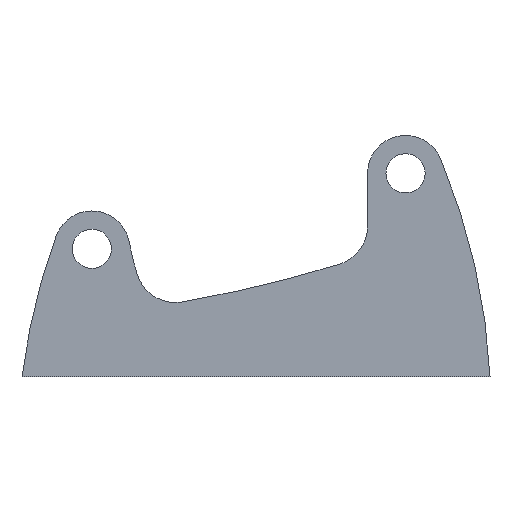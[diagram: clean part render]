
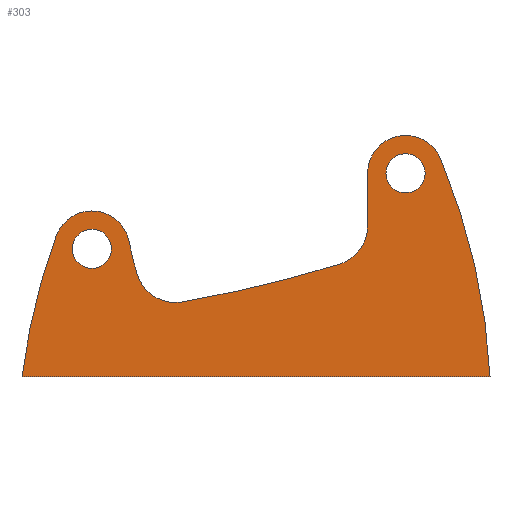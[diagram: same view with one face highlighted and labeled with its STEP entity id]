
A CAD part, top view. The second image highlights one B-rep face of the part: STEP entity #303.
In plain terms, the highlighted planar face has unit normal (0, 0, 1).
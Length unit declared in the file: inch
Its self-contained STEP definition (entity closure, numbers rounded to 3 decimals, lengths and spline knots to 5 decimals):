
#12 = AXIS2_PLACEMENT_3D ( 'NONE', #259, #260, #283 ) ;
#15 = AXIS2_PLACEMENT_3D ( 'NONE', #56, #57, #58 ) ;
#16 = AXIS2_PLACEMENT_3D ( 'NONE', #436, #437, #441 ) ;
#17 = AXIS2_PLACEMENT_3D ( 'NONE', #440, #438, #439 ) ;
#18 = AXIS2_PLACEMENT_3D ( 'NONE', #488, #489, #491 ) ;
#22 = AXIS2_PLACEMENT_3D ( 'NONE', #358, #359, #360 ) ;
#23 = AXIS2_PLACEMENT_3D ( 'NONE', #362, #363, #364 ) ;
#24 = AXIS2_PLACEMENT_3D ( 'NONE', #365, #366, #367 ) ;
#25 = AXIS2_PLACEMENT_3D ( 'NONE', #368, #369, #370 ) ;
#30 = AXIS2_PLACEMENT_3D ( 'NONE', #407, #408, #409 ) ;
#31 = AXIS2_PLACEMENT_3D ( 'NONE', #412, #413, #414 ) ;
#56 = CARTESIAN_POINT ( 'NONE',  ( 3.11811, 1.33059, 0.1875 ) ) ;
#57 = DIRECTION ( 'NONE',  ( 0., 0., -1. ) ) ;
#58 = DIRECTION ( 'NONE',  ( 1., 0., 0. ) ) ;
#61 = ORIENTED_EDGE ( 'NONE', *, *, #474, .T. ) ;
#63 = ORIENTED_EDGE ( 'NONE', *, *, #456, .F. ) ;
#71 = ORIENTED_EDGE ( 'NONE', *, *, #457, .T. ) ;
#74 = ORIENTED_EDGE ( 'NONE', *, *, #453, .T. ) ;
#76 = ORIENTED_EDGE ( 'NONE', *, *, #455, .T. ) ;
#79 = ORIENTED_EDGE ( 'NONE', *, *, #473, .T. ) ;
#88 = ORIENTED_EDGE ( 'NONE', *, *, #448, .T. ) ;
#89 = ORIENTED_EDGE ( 'NONE', *, *, #446, .T. ) ;
#90 = ORIENTED_EDGE ( 'NONE', *, *, #475, .F. ) ;
#95 = ORIENTED_EDGE ( 'NONE', *, *, #447, .T. ) ;
#96 = ORIENTED_EDGE ( 'NONE', *, *, #449, .T. ) ;
#98 = ORIENTED_EDGE ( 'NONE', *, *, #454, .T. ) ;
#131 = VERTEX_POINT ( 'NONE', #306 ) ;
#132 = VERTEX_POINT ( 'NONE', #334 ) ;
#133 = VERTEX_POINT ( 'NONE', #331 ) ;
#135 = VERTEX_POINT ( 'NONE', #347 ) ;
#137 = VERTEX_POINT ( 'NONE', #333 ) ;
#138 = VERTEX_POINT ( 'NONE', #316 ) ;
#144 = VERTEX_POINT ( 'NONE', #313 ) ;
#145 = VERTEX_POINT ( 'NONE', #314 ) ;
#146 = VERTEX_POINT ( 'NONE', #309 ) ;
#147 = VERTEX_POINT ( 'NONE', #310 ) ;
#151 = EDGE_LOOP ( 'NONE', ( #71, #76, #98, #74, #88, #95, #89, #96, #79, #61 ) ) ;
#156 = EDGE_LOOP ( 'NONE', ( #90 ) ) ;
#157 = EDGE_LOOP ( 'NONE', ( #63 ) ) ;
#197 = FACE_BOUND ( 'NONE', #156, .T. ) ;
#200 = FACE_BOUND ( 'NONE', #157, .T. ) ;
#204 = FACE_OUTER_BOUND ( 'NONE', #151, .T. ) ;
#208 = CIRCLE ( 'NONE', #15, 2.5 ) ;
#209 = CIRCLE ( 'NONE', #16, 0.25 ) ;
#211 = CIRCLE ( 'NONE', #17, 8. ) ;
#212 = CIRCLE ( 'NONE', #18, 0.236 ) ;
#214 = CIRCLE ( 'NONE', #22, 0.25 ) ;
#215 = LINE ( 'NONE', #492, #219 ) ;
#218 = CIRCLE ( 'NONE', #23, 0.236 ) ;
#219 = VECTOR ( 'NONE', #351, 39.37008 ) ;
#220 = CIRCLE ( 'NONE', #24, 0.122 ) ;
#223 = CIRCLE ( 'NONE', #25, 4. ) ;
#246 = CIRCLE ( 'NONE', #30, 4. ) ;
#248 = LINE ( 'NONE', #383, #250 ) ;
#249 = CIRCLE ( 'NONE', #31, 0.122 ) ;
#250 = VECTOR ( 'NONE', #388, 39.37008 ) ;
#252 = VERTEX_POINT ( 'NONE', #406 ) ;
#255 = VERTEX_POINT ( 'NONE', #415 ) ;
#259 = CARTESIAN_POINT ( 'NONE',  ( -1.08207, -0.19515, 0.1875 ) ) ;
#260 = DIRECTION ( 'NONE',  ( 0., 0., 1. ) ) ;
#283 = DIRECTION ( 'NONE',  ( 1., 0., 0. ) ) ;
#287 = PLANE ( 'NONE',  #12 ) ;
#303 = ADVANCED_FACE ( 'NONE', ( #200, #204, #197 ), #287, .T. ) ;
#306 = CARTESIAN_POINT ( 'NONE',  ( 2.91316, 0., 0.1875 ) ) ;
#309 = CARTESIAN_POINT ( 'NONE',  ( 2.15133, 1.26462, 0.1875 ) ) ;
#310 = CARTESIAN_POINT ( 'NONE',  ( 0.66654, 0.8409, 0.1875 ) ) ;
#313 = CARTESIAN_POINT ( 'NONE',  ( 0., 0., 0.1875 ) ) ;
#314 = CARTESIAN_POINT ( 'NONE',  ( 2.60486, 1.35615, 0.1875 ) ) ;
#316 = CARTESIAN_POINT ( 'NONE',  ( 2.15133, 0.93787, 0.1875 ) ) ;
#331 = CARTESIAN_POINT ( 'NONE',  ( 0.9985, 0.46388, 0.1875 ) ) ;
#333 = CARTESIAN_POINT ( 'NONE',  ( 1.97499, 0.69897, 0.1875 ) ) ;
#334 = CARTESIAN_POINT ( 'NONE',  ( 0.21359, 0.87607, 0.1875 ) ) ;
#347 = CARTESIAN_POINT ( 'NONE',  ( 0.71505, 0.64118, 0.1875 ) ) ;
#351 = DIRECTION ( 'NONE',  ( 0., -1., 0. ) ) ;
#358 = CARTESIAN_POINT ( 'NONE',  ( 1.90133, 0.93787, 0.1875 ) ) ;
#359 = DIRECTION ( 'NONE',  ( 0., 0., -1. ) ) ;
#360 = DIRECTION ( 'NONE',  ( 1., 0., 0. ) ) ;
#362 = CARTESIAN_POINT ( 'NONE',  ( 2.38733, 1.26462, 0.1875 ) ) ;
#363 = DIRECTION ( 'NONE',  ( 0., 0., 1. ) ) ;
#364 = DIRECTION ( 'NONE',  ( 1., 0., 0. ) ) ;
#365 = CARTESIAN_POINT ( 'NONE',  ( 0.43511, 0.79468, 0.1875 ) ) ;
#366 = DIRECTION ( 'NONE',  ( 0., 0., 1. ) ) ;
#367 = DIRECTION ( 'NONE',  ( 1., 0., 0. ) ) ;
#368 = CARTESIAN_POINT ( 'NONE',  ( -1.08207, -0.19515, 0.1875 ) ) ;
#369 = DIRECTION ( 'NONE',  ( 0., 0., 1. ) ) ;
#370 = DIRECTION ( 'NONE',  ( 1., 0., 0. ) ) ;
#383 = CARTESIAN_POINT ( 'NONE',  ( 2.91316, 0., 0.1875 ) ) ;
#388 = DIRECTION ( 'NONE',  ( 1., 0., 0. ) ) ;
#406 = CARTESIAN_POINT ( 'NONE',  ( 0.55711, 0.79468, 0.1875 ) ) ;
#407 = CARTESIAN_POINT ( 'NONE',  ( 3.9682, -0.5034, 0.1875 ) ) ;
#408 = DIRECTION ( 'NONE',  ( 0., 0., 1. ) ) ;
#409 = DIRECTION ( 'NONE',  ( 1., 0., 0. ) ) ;
#412 = CARTESIAN_POINT ( 'NONE',  ( 2.38733, 1.26468, 0.1875 ) ) ;
#413 = DIRECTION ( 'NONE',  ( 0., 0., 1. ) ) ;
#414 = DIRECTION ( 'NONE',  ( 1., 0., 0. ) ) ;
#415 = CARTESIAN_POINT ( 'NONE',  ( 2.50933, 1.26468, 0.1875 ) ) ;
#436 = CARTESIAN_POINT ( 'NONE',  ( 0.95535, 0.71012, 0.1875 ) ) ;
#437 = DIRECTION ( 'NONE',  ( 0., 0., -1. ) ) ;
#438 = DIRECTION ( 'NONE',  ( 0., 0., -1. ) ) ;
#439 = DIRECTION ( 'NONE',  ( 1., 0., 0. ) ) ;
#440 = CARTESIAN_POINT ( 'NONE',  ( -0.38207, 8.34385, 0.1875 ) ) ;
#441 = DIRECTION ( 'NONE',  ( 1., 0., 0. ) ) ;
#446 = EDGE_CURVE ( 'NONE', #135, #147, #208, .T. ) ;
#447 = EDGE_CURVE ( 'NONE', #133, #135, #209, .T. ) ;
#448 = EDGE_CURVE ( 'NONE', #137, #133, #211, .T. ) ;
#449 = EDGE_CURVE ( 'NONE', #147, #132, #212, .T. ) ;
#453 = EDGE_CURVE ( 'NONE', #138, #137, #214, .T. ) ;
#454 = EDGE_CURVE ( 'NONE', #146, #138, #215, .T. ) ;
#455 = EDGE_CURVE ( 'NONE', #145, #146, #218, .T. ) ;
#456 = EDGE_CURVE ( 'NONE', #252, #252, #220, .T. ) ;
#457 = EDGE_CURVE ( 'NONE', #131, #145, #223, .T. ) ;
#473 = EDGE_CURVE ( 'NONE', #132, #144, #246, .T. ) ;
#474 = EDGE_CURVE ( 'NONE', #144, #131, #248, .T. ) ;
#475 = EDGE_CURVE ( 'NONE', #255, #255, #249, .T. ) ;
#488 = CARTESIAN_POINT ( 'NONE',  ( 0.43511, 0.79468, 0.1875 ) ) ;
#489 = DIRECTION ( 'NONE',  ( 0., 0., 1. ) ) ;
#491 = DIRECTION ( 'NONE',  ( 1., 0., 0. ) ) ;
#492 = CARTESIAN_POINT ( 'NONE',  ( 2.15133, 1.26462, 0.1875 ) ) ;
